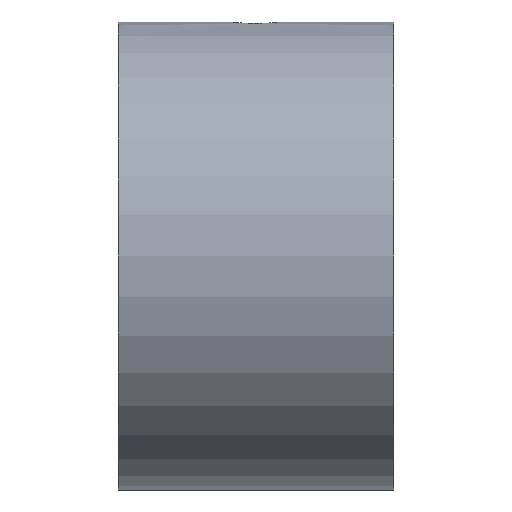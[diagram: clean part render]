
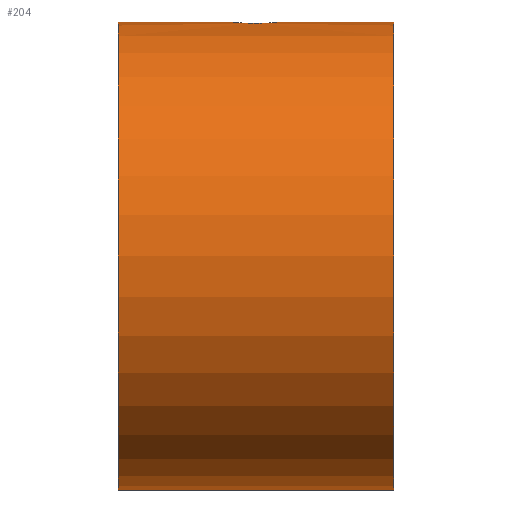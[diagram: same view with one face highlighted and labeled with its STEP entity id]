
A CAD part, left-side view. The second image highlights one B-rep face of the part: STEP entity #204.
In plain terms, the highlighted cylindrical face has radius 17 mm (diameter 34 mm), a partial arc.
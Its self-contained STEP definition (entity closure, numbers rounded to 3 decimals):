
#6 = LINE ( 'NONE', #337, #93 ) ;
#7 = EDGE_CURVE ( 'NONE', #261, #390, #477, .T. ) ;
#15 = CARTESIAN_POINT ( 'NONE',  ( -0.818, 8.328, 16.981 ) ) ;
#18 = LINE ( 'NONE', #271, #394 ) ;
#26 = CYLINDRICAL_SURFACE ( 'NONE', #429, 17. ) ;
#31 = AXIS2_PLACEMENT_3D ( 'NONE', #332, #362, #249 ) ;
#34 = EDGE_CURVE ( 'NONE', #208, #419, #360, .T. ) ;
#36 = CARTESIAN_POINT ( 'NONE',  ( 0., 12.053, 17. ) ) ;
#47 = EDGE_CURVE ( 'NONE', #189, #390, #6, .T. ) ;
#62 = CARTESIAN_POINT ( 'NONE',  ( -1.376, 8.807, 16.944 ) ) ;
#69 = CARTESIAN_POINT ( 'NONE',  ( 0., 20., -17. ) ) ;
#83 = CARTESIAN_POINT ( 'NONE',  ( -1.814, 10.062, 16.903 ) ) ;
#86 = DIRECTION ( 'NONE',  ( 0., -1., 0. ) ) ;
#93 = VECTOR ( 'NONE', #158, 1000. ) ;
#94 = CARTESIAN_POINT ( 'NONE',  ( -0.922, 8.393, 16.975 ) ) ;
#98 = ORIENTED_EDGE ( 'NONE', *, *, #34, .T. ) ;
#111 = B_SPLINE_CURVE_WITH_KNOTS ( 'NONE', 3,
 ( #272, #312, #395, #15, #94, #440, #183, #62, #227, #486, #483, #485, #223, #530, #224, #277 ),
 .UNSPECIFIED., .F., .F.,
 ( 4, 2, 2, 2, 2, 2, 2, 4 ),
 ( 0.003, 0.004, 0.004, 0.005, 0.005, 0.006, 0.006, 0.006 ),
 .UNSPECIFIED. ) ;
#123 = CARTESIAN_POINT ( 'NONE',  ( -1.59, 11.013, 16.926 ) ) ;
#128 = ORIENTED_EDGE ( 'NONE', *, *, #326, .T. ) ;
#137 = AXIS2_PLACEMENT_3D ( 'NONE', #140, #180, #480 ) ;
#140 = CARTESIAN_POINT ( 'NONE',  ( 0., 0., 0. ) ) ;
#158 = DIRECTION ( 'NONE',  ( 0., -1., 0. ) ) ;
#180 = DIRECTION ( 'NONE',  ( 0., 1., 0. ) ) ;
#183 = CARTESIAN_POINT ( 'NONE',  ( -1.21, 8.625, 16.957 ) ) ;
#185 = CARTESIAN_POINT ( 'NONE',  ( 0., 0., 17. ) ) ;
#189 = VERTEX_POINT ( 'NONE', #253 ) ;
#204 = ADVANCED_FACE ( 'NONE', ( #229 ), #26, .T. ) ;
#208 = VERTEX_POINT ( 'NONE', #303 ) ;
#223 = CARTESIAN_POINT ( 'NONE',  ( -1.757, 9.573, 16.909 ) ) ;
#224 = CARTESIAN_POINT ( 'NONE',  ( -1.814, 9.939, 16.903 ) ) ;
#227 = CARTESIAN_POINT ( 'NONE',  ( -1.45, 8.905, 16.938 ) ) ;
#229 = FACE_OUTER_BOUND ( 'NONE', #449, .T. ) ;
#249 = DIRECTION ( 'NONE',  ( 0., 0., 1. ) ) ;
#251 = CARTESIAN_POINT ( 'NONE',  ( -1.768, 10.556, 16.908 ) ) ;
#253 = CARTESIAN_POINT ( 'NONE',  ( 0., 8.071, 17. ) ) ;
#257 = CARTESIAN_POINT ( 'NONE',  ( -1.814, 10.308, 16.903 ) ) ;
#260 = CIRCLE ( 'NONE', #31, 17. ) ;
#261 = VERTEX_POINT ( 'NONE', #348 ) ;
#271 = CARTESIAN_POINT ( 'NONE',  ( 0., 20., 17. ) ) ;
#272 = CARTESIAN_POINT ( 'NONE',  ( 0., 8.071, 17. ) ) ;
#277 = CARTESIAN_POINT ( 'NONE',  ( -1.814, 10.062, 16.903 ) ) ;
#303 = CARTESIAN_POINT ( 'NONE',  ( -1.814, 10.062, 16.903 ) ) ;
#312 = CARTESIAN_POINT ( 'NONE',  ( -0.247, 8.094, 17. ) ) ;
#313 = ORIENTED_EDGE ( 'NONE', *, *, #7, .T. ) ;
#324 = VERTEX_POINT ( 'NONE', #526 ) ;
#326 = EDGE_CURVE ( 'NONE', #189, #208, #111, .T. ) ;
#332 = CARTESIAN_POINT ( 'NONE',  ( 0., 20., 0. ) ) ;
#336 = VERTEX_POINT ( 'NONE', #69 ) ;
#337 = CARTESIAN_POINT ( 'NONE',  ( 0., 20., 17. ) ) ;
#339 = CARTESIAN_POINT ( 'NONE',  ( 0., 20., 0. ) ) ;
#346 = DIRECTION ( 'NONE',  ( 0., -1., 0. ) ) ;
#348 = CARTESIAN_POINT ( 'NONE',  ( 0., 0., -17. ) ) ;
#360 = B_SPLINE_CURVE_WITH_KNOTS ( 'NONE', 3,
 ( #83, #257, #251, #123, #554, #466, #510, #422, #560, #377, #556, #424 ),
 .UNSPECIFIED., .F., .F.,
 ( 4, 2, 2, 2, 2, 4 ),
 ( 0.006, 0.007, 0.008, 0.008, 0.009, 0.009 ),
 .UNSPECIFIED. ) ;
#362 = DIRECTION ( 'NONE',  ( 0., 1., 0. ) ) ;
#365 = ORIENTED_EDGE ( 'NONE', *, *, #468, .F. ) ;
#377 = CARTESIAN_POINT ( 'NONE',  ( -0.243, 12.019, 16.999 ) ) ;
#382 = DIRECTION ( 'NONE',  ( 0., 0., -1. ) ) ;
#390 = VERTEX_POINT ( 'NONE', #185 ) ;
#394 = VECTOR ( 'NONE', #437, 1000. ) ;
#395 = CARTESIAN_POINT ( 'NONE',  ( -0.485, 8.162, 16.995 ) ) ;
#419 = VERTEX_POINT ( 'NONE', #36 ) ;
#422 = CARTESIAN_POINT ( 'NONE',  ( -0.597, 11.906, 16.99 ) ) ;
#424 = CARTESIAN_POINT ( 'NONE',  ( 0., 12.053, 17. ) ) ;
#429 = AXIS2_PLACEMENT_3D ( 'NONE', #339, #86, #382 ) ;
#435 = EDGE_CURVE ( 'NONE', #336, #324, #260, .T. ) ;
#437 = DIRECTION ( 'NONE',  ( 0., -1., 0. ) ) ;
#440 = CARTESIAN_POINT ( 'NONE',  ( -1.118, 8.541, 16.964 ) ) ;
#449 = EDGE_LOOP ( 'NONE', ( #365, #527, #493, #313, #461, #128, #98 ) ) ;
#461 = ORIENTED_EDGE ( 'NONE', *, *, #47, .F. ) ;
#466 = CARTESIAN_POINT ( 'NONE',  ( -1.127, 11.59, 16.963 ) ) ;
#468 = EDGE_CURVE ( 'NONE', #324, #419, #18, .T. ) ;
#475 = VECTOR ( 'NONE', #346, 1000. ) ;
#477 = CIRCLE ( 'NONE', #137, 17. ) ;
#480 = DIRECTION ( 'NONE',  ( 0., 0., 1. ) ) ;
#483 = CARTESIAN_POINT ( 'NONE',  ( -1.635, 9.225, 16.921 ) ) ;
#485 = CARTESIAN_POINT ( 'NONE',  ( -1.724, 9.455, 16.912 ) ) ;
#486 = CARTESIAN_POINT ( 'NONE',  ( -1.579, 9.113, 16.927 ) ) ;
#492 = EDGE_CURVE ( 'NONE', #336, #261, #497, .T. ) ;
#493 = ORIENTED_EDGE ( 'NONE', *, *, #492, .T. ) ;
#497 = LINE ( 'NONE', #552, #475 ) ;
#510 = CARTESIAN_POINT ( 'NONE',  ( -0.926, 11.742, 16.976 ) ) ;
#526 = CARTESIAN_POINT ( 'NONE',  ( 0., 20., 17. ) ) ;
#527 = ORIENTED_EDGE ( 'NONE', *, *, #435, .F. ) ;
#530 = CARTESIAN_POINT ( 'NONE',  ( -1.803, 9.815, 16.904 ) ) ;
#552 = CARTESIAN_POINT ( 'NONE',  ( 0., 20., -17. ) ) ;
#554 = CARTESIAN_POINT ( 'NONE',  ( -1.458, 11.228, 16.938 ) ) ;
#556 = CARTESIAN_POINT ( 'NONE',  ( -0.122, 12.042, 17. ) ) ;
#560 = CARTESIAN_POINT ( 'NONE',  ( -0.48, 11.952, 16.994 ) ) ;
